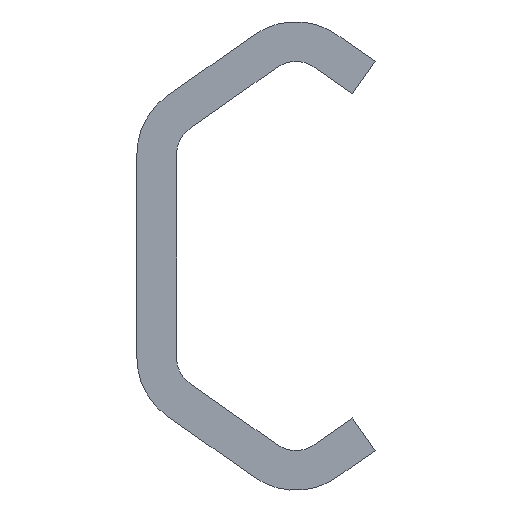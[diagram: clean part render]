
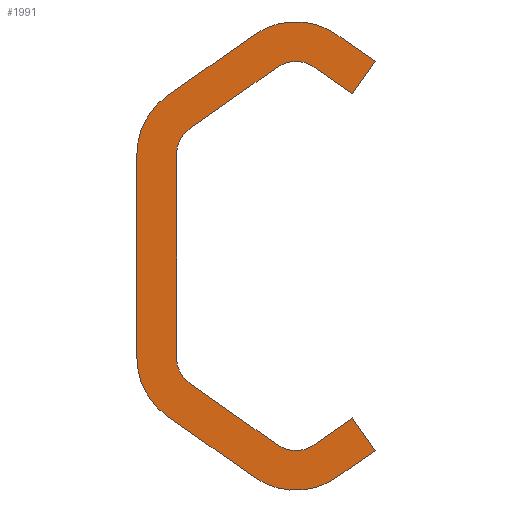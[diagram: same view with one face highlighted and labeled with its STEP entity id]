
A CAD part, left-side view. The second image highlights one B-rep face of the part: STEP entity #1991.
In plain terms, the highlighted planar face has unit normal (-1, 0, 0).
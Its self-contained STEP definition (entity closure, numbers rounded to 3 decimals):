
#1235=CARTESIAN_POINT('',(0.0,-5.0,12.246));
#1236=VERTEX_POINT('',#1235);
#1243=CARTESIAN_POINT('',(0.0,-3.567,10.2));
#1244=VERTEX_POINT('',#1243);
#1245=CARTESIAN_POINT('',(0.0,-5.0,12.246));
#1246=DIRECTION('',(0.0,0.574,-0.819));
#1247=VECTOR('',#1246,2.498);
#1248=LINE('',#1245,#1247);
#1249=EDGE_CURVE('',#1236,#1244,#1248,.T.);
#1273=CARTESIAN_POINT('',(0.0,-2.599,13.93));
#1274=VERTEX_POINT('',#1273);
#1281=CARTESIAN_POINT('',(0.0,-2.599,13.93));
#1282=DIRECTION('',(0.0,-0.819,-0.574));
#1283=VECTOR('',#1282,2.932);
#1284=LINE('',#1281,#1283);
#1285=EDGE_CURVE('',#1274,#1236,#1284,.T.);
#1305=CARTESIAN_POINT('',(0.0,2.596,13.932));
#1306=VERTEX_POINT('',#1305);
#1313=CARTESIAN_POINT('',(0.0,0.,10.222));
#1314=DIRECTION('',(1.0,0.0,0.0));
#1315=DIRECTION('',(0.0,0.573,0.819));
#1316=AXIS2_PLACEMENT_3D('',#1313,#1314,#1315);
#1317=CIRCLE('',#1316,4.528);
#1318=EDGE_CURVE('',#1306,#1274,#1317,.T.);
#1337=CARTESIAN_POINT('',(0.0,8.068,10.102));
#1338=VERTEX_POINT('',#1337);
#1345=CARTESIAN_POINT('',(0.0,8.068,10.102));
#1346=DIRECTION('',(0.0,-0.819,0.573));
#1347=VECTOR('',#1346,6.679);
#1348=LINE('',#1345,#1347);
#1349=EDGE_CURVE('',#1338,#1306,#1348,.T.);
#1369=CARTESIAN_POINT('',(0.0,10.0,6.392));
#1370=VERTEX_POINT('',#1369);
#1377=CARTESIAN_POINT('',(0.0,5.472,6.392));
#1378=DIRECTION('',(1.0,0.0,0.0));
#1379=DIRECTION('',(0.0,1.0,0.0));
#1380=AXIS2_PLACEMENT_3D('',#1377,#1378,#1379);
#1381=CIRCLE('',#1380,4.528);
#1382=EDGE_CURVE('',#1370,#1338,#1381,.T.);
#1401=CARTESIAN_POINT('',(0.0,10.0,-6.393));
#1402=VERTEX_POINT('',#1401);
#1409=CARTESIAN_POINT('',(0.0,10.0,-6.393));
#1410=DIRECTION('',(0.0,0.0,1.0));
#1411=VECTOR('',#1410,12.785);
#1412=LINE('',#1409,#1411);
#1413=EDGE_CURVE('',#1402,#1370,#1412,.T.);
#1487=CARTESIAN_POINT('',(0.0,8.069,-10.102));
#1488=VERTEX_POINT('',#1487);
#1495=CARTESIAN_POINT('',(0.0,5.472,-6.393));
#1496=DIRECTION('',(1.0,0.0,0.0));
#1497=DIRECTION('',(0.0,0.574,-0.819));
#1498=AXIS2_PLACEMENT_3D('',#1495,#1496,#1497);
#1499=CIRCLE('',#1498,4.528);
#1500=EDGE_CURVE('',#1488,#1402,#1499,.T.);
#1519=CARTESIAN_POINT('',(0.0,2.599,-13.932));
#1520=VERTEX_POINT('',#1519);
#1527=CARTESIAN_POINT('',(0.0,2.599,-13.932));
#1528=DIRECTION('',(0.0,0.819,0.574));
#1529=VECTOR('',#1528,6.678);
#1530=LINE('',#1527,#1529);
#1531=EDGE_CURVE('',#1520,#1488,#1530,.T.);
#1551=CARTESIAN_POINT('',(0.0,-2.598,-13.931));
#1552=VERTEX_POINT('',#1551);
#1559=CARTESIAN_POINT('',(0.0,0.002,-10.223));
#1560=DIRECTION('',(1.0,0.0,0.0));
#1561=DIRECTION('',(0.0,-0.574,-0.819));
#1562=AXIS2_PLACEMENT_3D('',#1559,#1560,#1561);
#1563=CIRCLE('',#1562,4.528);
#1564=EDGE_CURVE('',#1552,#1520,#1563,.T.);
#1583=CARTESIAN_POINT('',(0.0,-5.0,-12.246));
#1584=VERTEX_POINT('',#1583);
#1591=CARTESIAN_POINT('',(0.0,-5.0,-12.246));
#1592=DIRECTION('',(0.0,0.819,-0.574));
#1593=VECTOR('',#1592,2.934);
#1594=LINE('',#1591,#1593);
#1595=EDGE_CURVE('',#1584,#1552,#1594,.T.);
#1614=CARTESIAN_POINT('',(0.0,-3.567,-10.2));
#1615=VERTEX_POINT('',#1614);
#1622=CARTESIAN_POINT('',(0.0,-3.567,-10.2));
#1623=DIRECTION('',(0.0,-0.574,-0.819));
#1624=VECTOR('',#1623,2.498);
#1625=LINE('',#1622,#1624);
#1626=EDGE_CURVE('',#1615,#1584,#1625,.T.);
#1645=CARTESIAN_POINT('',(0.0,-1.163,-11.883));
#1646=VERTEX_POINT('',#1645);
#1653=CARTESIAN_POINT('',(0.0,-1.163,-11.883));
#1654=DIRECTION('',(0.0,-0.819,0.574));
#1655=VECTOR('',#1654,2.935);
#1656=LINE('',#1653,#1655);
#1657=EDGE_CURVE('',#1646,#1615,#1656,.T.);
#1677=CARTESIAN_POINT('',(0.0,1.163,-11.883));
#1678=VERTEX_POINT('',#1677);
#1685=CARTESIAN_POINT('',(0.0,0.,-10.222));
#1686=DIRECTION('',(-1.0,0.0,0.0));
#1687=DIRECTION('',(0.0,0.574,0.819));
#1688=AXIS2_PLACEMENT_3D('',#1685,#1686,#1687);
#1689=CIRCLE('',#1688,2.028);
#1690=EDGE_CURVE('',#1678,#1646,#1689,.T.);
#1709=CARTESIAN_POINT('',(0.0,6.635,-8.052));
#1710=VERTEX_POINT('',#1709);
#1717=CARTESIAN_POINT('',(0.0,6.635,-8.052));
#1718=DIRECTION('',(0.0,-0.819,-0.574));
#1719=VECTOR('',#1718,6.68);
#1720=LINE('',#1717,#1719);
#1721=EDGE_CURVE('',#1710,#1678,#1720,.T.);
#1741=CARTESIAN_POINT('',(0.0,7.5,-6.39));
#1742=VERTEX_POINT('',#1741);
#1749=CARTESIAN_POINT('',(0.0,5.472,-6.39));
#1750=DIRECTION('',(-1.0,0.0,0.0));
#1751=DIRECTION('',(0.0,-0.574,0.819));
#1752=AXIS2_PLACEMENT_3D('',#1749,#1750,#1751);
#1753=CIRCLE('',#1752,2.028);
#1754=EDGE_CURVE('',#1742,#1710,#1753,.T.);
#1773=CARTESIAN_POINT('',(0.0,7.5,6.39));
#1774=VERTEX_POINT('',#1773);
#1781=CARTESIAN_POINT('',(0.0,7.5,6.39));
#1782=DIRECTION('',(0.0,0.0,-1.0));
#1783=VECTOR('',#1782,12.781);
#1784=LINE('',#1781,#1783);
#1785=EDGE_CURVE('',#1774,#1742,#1784,.T.);
#1859=CARTESIAN_POINT('',(0.0,6.635,8.052));
#1860=VERTEX_POINT('',#1859);
#1867=CARTESIAN_POINT('',(0.0,5.472,6.39));
#1868=DIRECTION('',(-1.0,0.0,0.0));
#1869=DIRECTION('',(0.0,-1.0,0.0));
#1870=AXIS2_PLACEMENT_3D('',#1867,#1868,#1869);
#1871=CIRCLE('',#1870,2.028);
#1872=EDGE_CURVE('',#1860,#1774,#1871,.T.);
#1891=CARTESIAN_POINT('',(0.0,1.163,11.883));
#1892=VERTEX_POINT('',#1891);
#1899=CARTESIAN_POINT('',(0.0,1.163,11.883));
#1900=DIRECTION('',(0.0,0.819,-0.574));
#1901=VECTOR('',#1900,6.68);
#1902=LINE('',#1899,#1901);
#1903=EDGE_CURVE('',#1892,#1860,#1902,.T.);
#1923=CARTESIAN_POINT('',(0.0,-1.163,11.883));
#1924=VERTEX_POINT('',#1923);
#1931=CARTESIAN_POINT('',(0.0,0.,10.222));
#1932=DIRECTION('',(-1.0,0.0,0.0));
#1933=DIRECTION('',(0.0,-0.574,-0.819));
#1934=AXIS2_PLACEMENT_3D('',#1931,#1932,#1933);
#1935=CIRCLE('',#1934,2.028);
#1936=EDGE_CURVE('',#1924,#1892,#1935,.T.);
#1954=CARTESIAN_POINT('',(0.0,-3.567,10.2));
#1955=DIRECTION('',(0.0,0.819,0.574));
#1956=VECTOR('',#1955,2.935);
#1957=LINE('',#1954,#1956);
#1958=EDGE_CURVE('',#1244,#1924,#1957,.T.);
#1964=CARTESIAN_POINT('',(0.0,4.08,0.));
#1965=DIRECTION('',(1.0,0.0,0.0));
#1966=DIRECTION('',(0.0,0.0,-1.0));
#1967=AXIS2_PLACEMENT_3D('',#1964,#1965,#1966);
#1968=PLANE('',#1967);
#1969=ORIENTED_EDGE('',*,*,#1958,.F.);
#1970=ORIENTED_EDGE('',*,*,#1249,.F.);
#1971=ORIENTED_EDGE('',*,*,#1285,.F.);
#1972=ORIENTED_EDGE('',*,*,#1318,.F.);
#1973=ORIENTED_EDGE('',*,*,#1349,.F.);
#1974=ORIENTED_EDGE('',*,*,#1382,.F.);
#1975=ORIENTED_EDGE('',*,*,#1413,.F.);
#1976=ORIENTED_EDGE('',*,*,#1500,.F.);
#1977=ORIENTED_EDGE('',*,*,#1531,.F.);
#1978=ORIENTED_EDGE('',*,*,#1564,.F.);
#1979=ORIENTED_EDGE('',*,*,#1595,.F.);
#1980=ORIENTED_EDGE('',*,*,#1626,.F.);
#1981=ORIENTED_EDGE('',*,*,#1657,.F.);
#1982=ORIENTED_EDGE('',*,*,#1690,.F.);
#1983=ORIENTED_EDGE('',*,*,#1721,.F.);
#1984=ORIENTED_EDGE('',*,*,#1754,.F.);
#1985=ORIENTED_EDGE('',*,*,#1785,.F.);
#1986=ORIENTED_EDGE('',*,*,#1872,.F.);
#1987=ORIENTED_EDGE('',*,*,#1903,.F.);
#1988=ORIENTED_EDGE('',*,*,#1936,.F.);
#1989=EDGE_LOOP('',(#1969,#1970,#1971,#1972,#1973,#1974,#1975,#1976,#1977,#1978,#1979,#1980,#1981,#1982,#1983,#1984,#1985,#1986,#1987,#1988));
#1990=FACE_OUTER_BOUND('',#1989,.T.);
#1991=ADVANCED_FACE('',(#1990),#1968,.F.);
